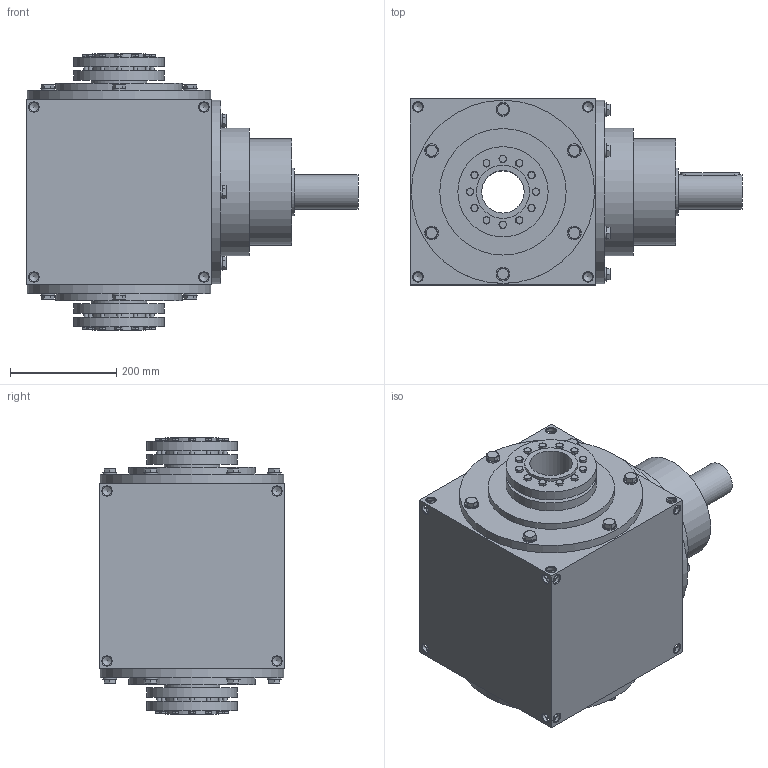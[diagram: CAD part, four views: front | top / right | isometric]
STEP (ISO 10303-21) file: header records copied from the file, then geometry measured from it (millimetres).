
FILE_DESCRIPTION( ( 'STEP AP214' ), ' ' );
FILE_NAME( 'RA350_C2_R.1_1.5.stp', '2017-10-01T13:59:12', ( '' ), ( '' ), ' ', 'PARTsolutions', ' ' );
FILE_SCHEMA( ( 'AUTOMOTIVE_DESIGN { 1 0 10303 214 1 1 1 1 }' ) );
Length unit declared in the file: millimetre
Products named in the file (5): RA350_C2_R.1/1.5; _RA3502-case; _RC350-shaft; _RC_RR350-screw; _RA350-shrink_disk
Assembly tree (22 placements, depth 2):
  RA350_C2_R.1/1.5
    _RA3502-case
    _RC350-shaft
    _RC_RR350-screw  x18
    _RA350-shrink_disk  x2
Bounding box: 625 x 350 x 520 mm (x, y, z)
Volume: 52980194.7 mm3; surface area: 1488727.6 mm2
Topology: 22 solids, 22 shells, 832 faces, 1931 edges, 1197 vertices
Faces by surface type: plane 388, cone 302, cylinder 142
Full cylindrical faces by diameter (mm): 8 x24, 10.106 x1, 11.18 x24, 17.294 x48, 26 x18, 65 x1, 80 x2, 86 x1, 90 x2, 100 x4, 105 x2, 109 x2, 170 x4, 200 x1, 238 x2, 240 x1, 345 x3
Entity records: 13248 total; most frequent: CARTESIAN_POINT 2544, DIRECTION 1628, ORIENTED_EDGE 1354, AXIS2_PLACEMENT_3D 726, EDGE_CURVE 677, EDGE_LOOP 576, VERTEX_POINT 506, FACE_OUTER_BOUND 455
